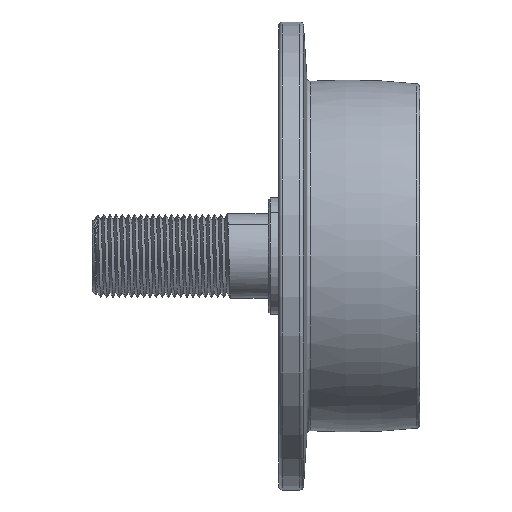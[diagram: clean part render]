
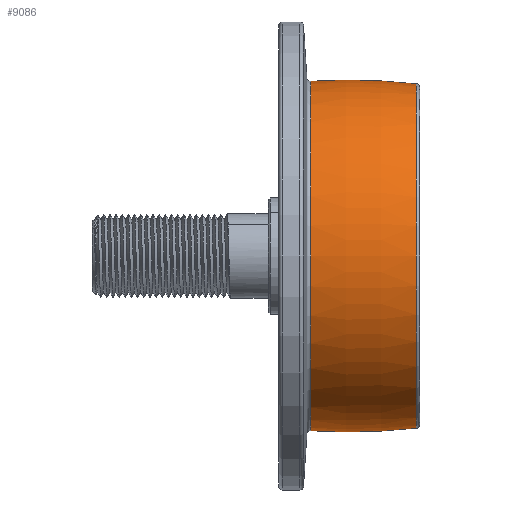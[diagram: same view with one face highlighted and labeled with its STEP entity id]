
A CAD part, front view. The second image highlights one B-rep face of the part: STEP entity #9086.
In plain terms, the highlighted toroidal (fillet/blend) face has major radius 125 mm and minor radius 175 mm.
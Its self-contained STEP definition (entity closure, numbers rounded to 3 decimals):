
#1105 = CIRCLE ( 'NONE', #24107, 48.92 ) ;
#1317 = AXIS2_PLACEMENT_3D ( 'NONE', #12511, #22051, #10156 ) ;
#2982 = CARTESIAN_POINT ( 'NONE',  ( 19.7, 0., -125. ) ) ;
#3356 = AXIS2_PLACEMENT_3D ( 'NONE', #17104, #24298, #29162 ) ;
#4285 = EDGE_CURVE ( 'NONE', #14804, #13272, #1105, .T. ) ;
#4348 = CARTESIAN_POINT ( 'NONE',  ( 9.02, 0., -49.674 ) ) ;
#5176 = DIRECTION ( 'NONE',  ( 0., 0., -1. ) ) ;
#5208 = AXIS2_PLACEMENT_3D ( 'NONE', #2982, #12366, #5176 ) ;
#6119 = VERTEX_POINT ( 'NONE', #9919 ) ;
#6321 = CIRCLE ( 'NONE', #1317, 175. ) ;
#6344 = CIRCLE ( 'NONE', #12330, 49.674 ) ;
#8607 = EDGE_CURVE ( 'NONE', #16714, #6119, #6344, .T. ) ;
#9086 = ADVANCED_FACE ( 'NONE', ( #29007 ), #18343, .T. ) ;
#9430 = DIRECTION ( 'NONE',  ( -1., 0., 0. ) ) ;
#9919 = CARTESIAN_POINT ( 'NONE',  ( 9.02, 0., 49.674 ) ) ;
#10156 = DIRECTION ( 'NONE',  ( 0., 0., 1. ) ) ;
#12288 = ORIENTED_EDGE ( 'NONE', *, *, #8607, .F. ) ;
#12330 = AXIS2_PLACEMENT_3D ( 'NONE', #19671, #29235, #22325 ) ;
#12366 = DIRECTION ( 'NONE',  ( 0., -1., 0. ) ) ;
#12511 = CARTESIAN_POINT ( 'NONE',  ( 19.7, 0., 125. ) ) ;
#13272 = VERTEX_POINT ( 'NONE', #23755 ) ;
#14804 = VERTEX_POINT ( 'NONE', #20817 ) ;
#14968 = ORIENTED_EDGE ( 'NONE', *, *, #19940, .F. ) ;
#15761 = EDGE_LOOP ( 'NONE', ( #14968, #29480, #30126, #12288 ) ) ;
#16714 = VERTEX_POINT ( 'NONE', #4348 ) ;
#17104 = CARTESIAN_POINT ( 'NONE',  ( 19.7, 0., 0. ) ) ;
#18343 = TOROIDAL_SURFACE ( 'NONE', #3356, -125., 175. ) ;
#19671 = CARTESIAN_POINT ( 'NONE',  ( 9.02, 0., 0. ) ) ;
#19940 = EDGE_CURVE ( 'NONE', #14804, #16714, #6321, .T. ) ;
#20817 = CARTESIAN_POINT ( 'NONE',  ( 39.111, 0., -48.92 ) ) ;
#22051 = DIRECTION ( 'NONE',  ( 0., 1., 0. ) ) ;
#22325 = DIRECTION ( 'NONE',  ( 0., 0., 1. ) ) ;
#23206 = DIRECTION ( 'NONE',  ( 0., 0., 1. ) ) ;
#23755 = CARTESIAN_POINT ( 'NONE',  ( 39.111, 0., 48.92 ) ) ;
#24107 = AXIS2_PLACEMENT_3D ( 'NONE', #28401, #9430, #23206 ) ;
#24298 = DIRECTION ( 'NONE',  ( -1., 0., 0. ) ) ;
#28215 = CIRCLE ( 'NONE', #5208, 175. ) ;
#28401 = CARTESIAN_POINT ( 'NONE',  ( 39.111, 0., 0. ) ) ;
#29007 = FACE_OUTER_BOUND ( 'NONE', #15761, .T. ) ;
#29162 = DIRECTION ( 'NONE',  ( 0., 0., 1. ) ) ;
#29235 = DIRECTION ( 'NONE',  ( -1., 0., 0. ) ) ;
#29268 = EDGE_CURVE ( 'NONE', #13272, #6119, #28215, .T. ) ;
#29480 = ORIENTED_EDGE ( 'NONE', *, *, #4285, .T. ) ;
#30126 = ORIENTED_EDGE ( 'NONE', *, *, #29268, .T. ) ;
